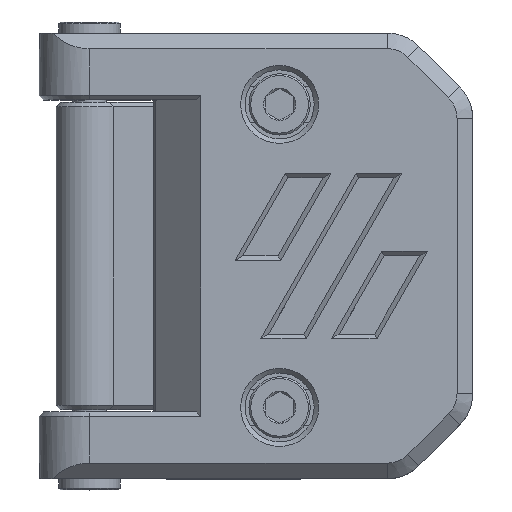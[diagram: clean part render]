
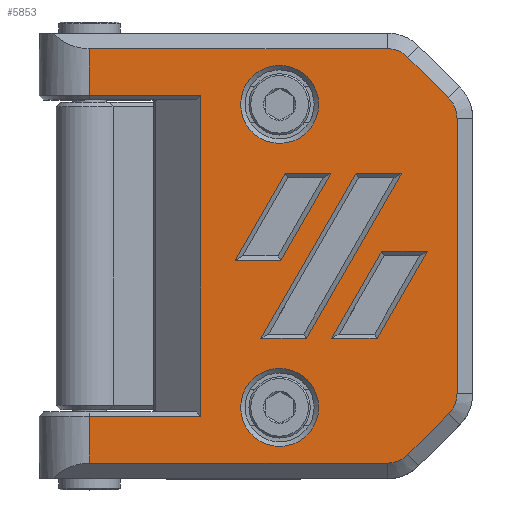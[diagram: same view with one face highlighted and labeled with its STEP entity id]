
A CAD part, top view. The second image highlights one B-rep face of the part: STEP entity #5853.
In plain terms, the highlighted planar face has unit normal (0, 0, 1).
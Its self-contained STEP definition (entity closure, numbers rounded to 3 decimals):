
#282=FACE_BOUND('',#867,.T.);
#283=FACE_BOUND('',#868,.T.);
#284=FACE_BOUND('',#869,.T.);
#285=FACE_BOUND('',#870,.T.);
#286=FACE_BOUND('',#871,.T.);
#313=CIRCLE('',#6328,2.6);
#314=CIRCLE('',#6329,2.6);
#315=CIRCLE('',#6330,2.6);
#316=CIRCLE('',#6331,2.6);
#317=CIRCLE('',#6332,3.5);
#318=CIRCLE('',#6333,3.5);
#493=FACE_OUTER_BOUND('',#866,.T.);
#866=EDGE_LOOP('',(#3900,#3901,#3902,#3903,#3904,#3905,#3906,#3907,#3908,
#3909,#3910,#3911,#3912,#3913));
#867=EDGE_LOOP('',(#3914,#3915,#3916,#3917));
#868=EDGE_LOOP('',(#3918));
#869=EDGE_LOOP('',(#3919));
#870=EDGE_LOOP('',(#3920,#3921,#3922,#3923));
#871=EDGE_LOOP('',(#3924,#3925,#3926,#3927));
#1264=LINE('',#8698,#1880);
#1268=LINE('',#8707,#1884);
#1273=LINE('',#8715,#1889);
#1274=LINE('',#8717,#1890);
#1281=LINE('',#8732,#1897);
#1282=LINE('',#8734,#1898);
#1283=LINE('',#8736,#1899);
#1284=LINE('',#8738,#1900);
#1285=LINE('',#8740,#1901);
#1286=LINE('',#8742,#1902);
#1287=LINE('',#8744,#1903);
#1288=LINE('',#8748,#1904);
#1289=LINE('',#8752,#1905);
#1290=LINE('',#8756,#1906);
#1291=LINE('',#8760,#1907);
#1292=LINE('',#8762,#1908);
#1293=LINE('',#8764,#1909);
#1294=LINE('',#8765,#1910);
#1295=LINE('',#8772,#1911);
#1296=LINE('',#8774,#1912);
#1297=LINE('',#8776,#1913);
#1298=LINE('',#8777,#1914);
#1880=VECTOR('',#6913,10.);
#1884=VECTOR('',#6919,10.);
#1889=VECTOR('',#6926,10.);
#1890=VECTOR('',#6929,10.);
#1897=VECTOR('',#6942,10.);
#1898=VECTOR('',#6943,10.);
#1899=VECTOR('',#6944,10.);
#1900=VECTOR('',#6945,10.);
#1901=VECTOR('',#6946,10.);
#1902=VECTOR('',#6947,10.);
#1903=VECTOR('',#6948,10.);
#1904=VECTOR('',#6951,10.);
#1905=VECTOR('',#6954,10.);
#1906=VECTOR('',#6957,10.);
#1907=VECTOR('',#6960,10.);
#1908=VECTOR('',#6961,10.);
#1909=VECTOR('',#6962,10.);
#1910=VECTOR('',#6963,10.);
#1911=VECTOR('',#6968,10.);
#1912=VECTOR('',#6969,10.);
#1913=VECTOR('',#6970,10.);
#1914=VECTOR('',#6971,10.);
#2496=VERTEX_POINT('',#8696);
#2497=VERTEX_POINT('',#8697);
#2500=VERTEX_POINT('',#8705);
#2501=VERTEX_POINT('',#8706);
#2507=VERTEX_POINT('',#8730);
#2508=VERTEX_POINT('',#8731);
#2509=VERTEX_POINT('',#8733);
#2510=VERTEX_POINT('',#8735);
#2511=VERTEX_POINT('',#8737);
#2512=VERTEX_POINT('',#8739);
#2513=VERTEX_POINT('',#8741);
#2514=VERTEX_POINT('',#8743);
#2515=VERTEX_POINT('',#8745);
#2516=VERTEX_POINT('',#8747);
#2517=VERTEX_POINT('',#8749);
#2518=VERTEX_POINT('',#8751);
#2519=VERTEX_POINT('',#8753);
#2520=VERTEX_POINT('',#8755);
#2521=VERTEX_POINT('',#8758);
#2522=VERTEX_POINT('',#8759);
#2523=VERTEX_POINT('',#8761);
#2524=VERTEX_POINT('',#8763);
#2525=VERTEX_POINT('',#8766);
#2526=VERTEX_POINT('',#8768);
#2527=VERTEX_POINT('',#8770);
#2528=VERTEX_POINT('',#8771);
#2529=VERTEX_POINT('',#8773);
#2530=VERTEX_POINT('',#8775);
#3015=EDGE_CURVE('',#2496,#2497,#1264,.T.);
#3019=EDGE_CURVE('',#2500,#2501,#1268,.T.);
#3024=EDGE_CURVE('',#2501,#2496,#1273,.T.);
#3025=EDGE_CURVE('',#2497,#2500,#1274,.T.);
#3032=EDGE_CURVE('',#2507,#2508,#1281,.T.);
#3033=EDGE_CURVE('',#2507,#2509,#1282,.T.);
#3034=EDGE_CURVE('',#2510,#2509,#1283,.T.);
#3035=EDGE_CURVE('',#2511,#2510,#1284,.T.);
#3036=EDGE_CURVE('',#2512,#2511,#1285,.T.);
#3037=EDGE_CURVE('',#2512,#2513,#1286,.T.);
#3038=EDGE_CURVE('',#2514,#2513,#1287,.T.);
#3039=EDGE_CURVE('',#2515,#2514,#313,.T.);
#3040=EDGE_CURVE('',#2516,#2515,#1288,.T.);
#3041=EDGE_CURVE('',#2517,#2516,#314,.T.);
#3042=EDGE_CURVE('',#2518,#2517,#1289,.T.);
#3043=EDGE_CURVE('',#2519,#2518,#315,.T.);
#3044=EDGE_CURVE('',#2520,#2519,#1290,.T.);
#3045=EDGE_CURVE('',#2508,#2520,#316,.T.);
#3046=EDGE_CURVE('',#2521,#2522,#1291,.T.);
#3047=EDGE_CURVE('',#2523,#2521,#1292,.T.);
#3048=EDGE_CURVE('',#2524,#2523,#1293,.T.);
#3049=EDGE_CURVE('',#2522,#2524,#1294,.T.);
#3050=EDGE_CURVE('',#2525,#2525,#317,.T.);
#3051=EDGE_CURVE('',#2526,#2526,#318,.T.);
#3052=EDGE_CURVE('',#2527,#2528,#1295,.T.);
#3053=EDGE_CURVE('',#2529,#2527,#1296,.T.);
#3054=EDGE_CURVE('',#2530,#2529,#1297,.T.);
#3055=EDGE_CURVE('',#2528,#2530,#1298,.T.);
#3900=ORIENTED_EDGE('',*,*,#3032,.F.);
#3901=ORIENTED_EDGE('',*,*,#3033,.T.);
#3902=ORIENTED_EDGE('',*,*,#3034,.F.);
#3903=ORIENTED_EDGE('',*,*,#3035,.F.);
#3904=ORIENTED_EDGE('',*,*,#3036,.F.);
#3905=ORIENTED_EDGE('',*,*,#3037,.T.);
#3906=ORIENTED_EDGE('',*,*,#3038,.F.);
#3907=ORIENTED_EDGE('',*,*,#3039,.F.);
#3908=ORIENTED_EDGE('',*,*,#3040,.F.);
#3909=ORIENTED_EDGE('',*,*,#3041,.F.);
#3910=ORIENTED_EDGE('',*,*,#3042,.F.);
#3911=ORIENTED_EDGE('',*,*,#3043,.F.);
#3912=ORIENTED_EDGE('',*,*,#3044,.F.);
#3913=ORIENTED_EDGE('',*,*,#3045,.F.);
#3914=ORIENTED_EDGE('',*,*,#3046,.F.);
#3915=ORIENTED_EDGE('',*,*,#3047,.F.);
#3916=ORIENTED_EDGE('',*,*,#3048,.F.);
#3917=ORIENTED_EDGE('',*,*,#3049,.F.);
#3918=ORIENTED_EDGE('',*,*,#3050,.F.);
#3919=ORIENTED_EDGE('',*,*,#3051,.F.);
#3920=ORIENTED_EDGE('',*,*,#3052,.F.);
#3921=ORIENTED_EDGE('',*,*,#3053,.F.);
#3922=ORIENTED_EDGE('',*,*,#3054,.F.);
#3923=ORIENTED_EDGE('',*,*,#3055,.F.);
#3924=ORIENTED_EDGE('',*,*,#3019,.F.);
#3925=ORIENTED_EDGE('',*,*,#3025,.F.);
#3926=ORIENTED_EDGE('',*,*,#3015,.F.);
#3927=ORIENTED_EDGE('',*,*,#3024,.F.);
#5604=PLANE('',#6327);
#5853=ADVANCED_FACE('',(#493,#282,#283,#284,#285,#286),#5604,.T.);
#6327=AXIS2_PLACEMENT_3D('',#8729,#6940,#6941);
#6328=AXIS2_PLACEMENT_3D('',#8746,#6949,#6950);
#6329=AXIS2_PLACEMENT_3D('',#8750,#6952,#6953);
#6330=AXIS2_PLACEMENT_3D('',#8754,#6955,#6956);
#6331=AXIS2_PLACEMENT_3D('',#8757,#6958,#6959);
#6332=AXIS2_PLACEMENT_3D('',#8767,#6964,#6965);
#6333=AXIS2_PLACEMENT_3D('',#8769,#6966,#6967);
#6913=DIRECTION('',(1.,0.,0.));
#6919=DIRECTION('',(-1.,0.,0.));
#6926=DIRECTION('',(-0.5,-0.866,0.));
#6929=DIRECTION('',(0.5,0.866,0.));
#6940=DIRECTION('center_axis',(0.,0.,1.));
#6941=DIRECTION('ref_axis',(1.,0.,0.));
#6942=DIRECTION('',(1.,0.,0.));
#6943=DIRECTION('',(0.,-1.,0.));
#6944=DIRECTION('',(-1.,0.,0.));
#6945=DIRECTION('',(0.,1.,0.));
#6946=DIRECTION('',(1.,0.,0.));
#6947=DIRECTION('',(0.,-1.,0.));
#6948=DIRECTION('',(-1.,0.,0.));
#6949=DIRECTION('center_axis',(0.,0.,-1.));
#6950=DIRECTION('ref_axis',(0.,-1.,0.));
#6951=DIRECTION('',(-0.707,-0.707,0.));
#6952=DIRECTION('center_axis',(0.,0.,-1.));
#6953=DIRECTION('ref_axis',(0.707,-0.707,0.));
#6954=DIRECTION('',(0.,-1.,0.));
#6955=DIRECTION('center_axis',(0.,0.,-1.));
#6956=DIRECTION('ref_axis',(1.,0.,0.));
#6957=DIRECTION('',(0.707,-0.707,0.));
#6958=DIRECTION('center_axis',(0.,0.,-1.));
#6959=DIRECTION('ref_axis',(0.707,0.707,0.));
#6960=DIRECTION('',(-0.5,-0.866,0.));
#6961=DIRECTION('',(-1.,0.,0.));
#6962=DIRECTION('',(0.5,0.866,0.));
#6963=DIRECTION('',(1.,0.,0.));
#6964=DIRECTION('center_axis',(0.,0.,1.));
#6965=DIRECTION('ref_axis',(-1.,0.,0.));
#6966=DIRECTION('center_axis',(0.,0.,1.));
#6967=DIRECTION('ref_axis',(-1.,0.,0.));
#6968=DIRECTION('',(-1.,0.,0.));
#6969=DIRECTION('',(0.5,0.866,0.));
#6970=DIRECTION('',(1.,0.,0.));
#6971=DIRECTION('',(-0.5,-0.866,0.));
#8696=CARTESIAN_POINT('',(10.223,-27.411,5.));
#8697=CARTESIAN_POINT('',(14.322,-27.411,5.));
#8698=CARTESIAN_POINT('',(16.645,-27.411,5.));
#8705=CARTESIAN_POINT('',(18.831,-19.6,5.));
#8706=CARTESIAN_POINT('',(14.732,-19.6,5.));
#8707=CARTESIAN_POINT('',(17.082,-19.6,5.));
#8715=CARTESIAN_POINT('',(13.122,-22.388,5.));
#8717=CARTESIAN_POINT('',(18.618,-19.97,5.));
#8729=CARTESIAN_POINT('Origin',(19.2,-20.,5.));
#8730=CARTESIAN_POINT('',(-11.5,-1.4,5.));
#8731=CARTESIAN_POINT('',(15.243,-1.4,5.));
#8732=CARTESIAN_POINT('',(7.472,-1.4,5.));
#8733=CARTESIAN_POINT('',(-11.5,-5.598,5.));
#8734=CARTESIAN_POINT('',(-11.5,0.,5.));
#8735=CARTESIAN_POINT('',(-1.5,-5.598,5.));
#8736=CARTESIAN_POINT('',(2.85,-5.598,5.));
#8737=CARTESIAN_POINT('',(-1.5,-34.402,5.));
#8738=CARTESIAN_POINT('',(-1.5,-27.001,5.));
#8739=CARTESIAN_POINT('',(-11.5,-34.402,5.));
#8740=CARTESIAN_POINT('',(-2.15,-34.402,5.));
#8741=CARTESIAN_POINT('',(-11.5,-38.6,5.));
#8742=CARTESIAN_POINT('',(-11.5,0.,5.));
#8743=CARTESIAN_POINT('',(15.243,-38.6,5.));
#8744=CARTESIAN_POINT('',(0.1,-38.6,5.));
#8745=CARTESIAN_POINT('',(17.082,-37.838,5.));
#8746=CARTESIAN_POINT('Origin',(15.243,-36.,5.));
#8747=CARTESIAN_POINT('',(20.738,-34.182,5.));
#8748=CARTESIAN_POINT('',(17.196,-37.724,5.));
#8749=CARTESIAN_POINT('',(21.5,-32.343,5.));
#8750=CARTESIAN_POINT('Origin',(18.9,-32.343,5.));
#8751=CARTESIAN_POINT('',(21.5,-7.657,5.));
#8752=CARTESIAN_POINT('',(21.5,-26.172,5.));
#8753=CARTESIAN_POINT('',(20.738,-5.818,5.));
#8754=CARTESIAN_POINT('Origin',(18.9,-7.657,5.));
#8755=CARTESIAN_POINT('',(17.082,-2.162,5.));
#8756=CARTESIAN_POINT('',(19.024,-4.104,5.));
#8757=CARTESIAN_POINT('Origin',(15.243,-4.,5.));
#8758=CARTESIAN_POINT('',(12.429,-12.589,5.));
#8759=CARTESIAN_POINT('',(3.872,-27.411,5.));
#8760=CARTESIAN_POINT('',(7.565,-21.013,5.));
#8761=CARTESIAN_POINT('',(16.528,-12.589,5.));
#8762=CARTESIAN_POINT('',(15.93,-12.589,5.));
#8763=CARTESIAN_POINT('',(7.971,-27.411,5.));
#8764=CARTESIAN_POINT('',(15.085,-15.09,5.));
#8765=CARTESIAN_POINT('',(13.47,-27.411,5.));
#8766=CARTESIAN_POINT('',(9.069,-33.6,5.));
#8767=CARTESIAN_POINT('Origin',(5.569,-33.6,5.));
#8768=CARTESIAN_POINT('',(9.069,-6.4,5.));
#8769=CARTESIAN_POINT('Origin',(5.569,-6.4,5.));
#8770=CARTESIAN_POINT('',(10.177,-12.589,5.));
#8771=CARTESIAN_POINT('',(6.078,-12.589,5.));
#8772=CARTESIAN_POINT('',(12.755,-12.589,5.));
#8773=CARTESIAN_POINT('',(5.668,-20.4,5.));
#8774=CARTESIAN_POINT('',(9.528,-13.715,5.));
#8775=CARTESIAN_POINT('',(1.569,-20.4,5.));
#8776=CARTESIAN_POINT('',(12.318,-20.4,5.));
#8777=CARTESIAN_POINT('',(4.032,-16.133,5.));
